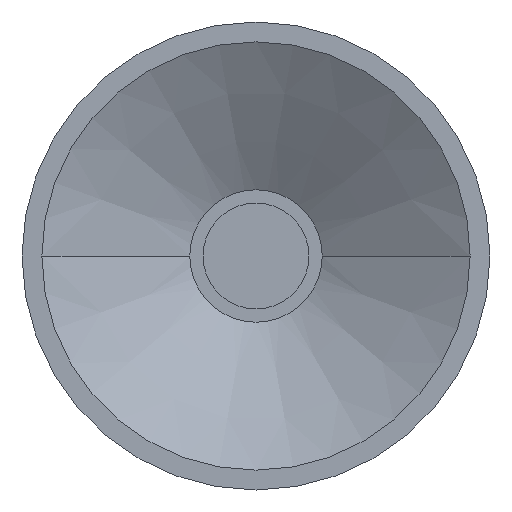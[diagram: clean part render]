
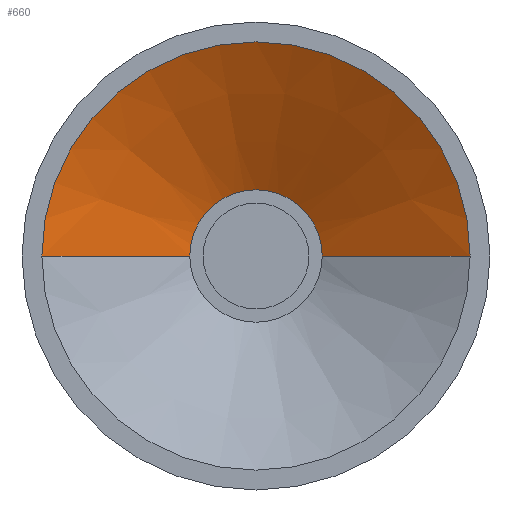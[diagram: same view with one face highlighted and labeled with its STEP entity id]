
A CAD part, left-side view. The second image highlights one B-rep face of the part: STEP entity #660.
In plain terms, the highlighted conical face has half-angle 60 degrees and reference radius 1.587 mm.
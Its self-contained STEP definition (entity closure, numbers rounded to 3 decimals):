
#483=DIRECTION('',(0.5,-0.866,0.));
#484=VECTOR('',#483,1.934);
#485=CARTESIAN_POINT('',(-9.25,2.425,0.));
#486=LINE('',#485,#484);
#490=CARTESIAN_POINT('',(-8.283,0.,0.));
#491=DIRECTION('',(1.,0.,0.));
#492=DIRECTION('',(0.,1.,0.));
#493=AXIS2_PLACEMENT_3D('',#490,#491,#492);
#506=DIRECTION('',(0.5,0.866,0.));
#507=VECTOR('',#506,1.934);
#508=CARTESIAN_POINT('',(-9.25,-2.425,0.));
#509=LINE('',#508,#507);
#537=CARTESIAN_POINT('',(-9.25,0.,0.));
#538=DIRECTION('',(1.,0.,0.));
#539=DIRECTION('',(0.,1.,0.));
#540=AXIS2_PLACEMENT_3D('',#537,#538,#539);
#559=CARTESIAN_POINT('',(-8.283,-0.75,0.));
#560=CARTESIAN_POINT('',(-8.283,0.75,0.));
#561=VERTEX_POINT('',#559);
#562=VERTEX_POINT('',#560);
#563=CARTESIAN_POINT('',(-9.25,-2.425,0.));
#564=VERTEX_POINT('',#563);
#565=CARTESIAN_POINT('',(-9.25,2.425,0.));
#566=VERTEX_POINT('',#565);
#646=CARTESIAN_POINT('',(-8.767,0.,0.));
#647=DIRECTION('',(-1.,0.,0.));
#648=DIRECTION('',(0.,1.,0.));
#649=AXIS2_PLACEMENT_3D('',#646,#647,#648);
#650=CONICAL_SURFACE('',#649,1.587,60.);
#652=ORIENTED_EDGE('',*,*,#651,.F.);
#654=ORIENTED_EDGE('',*,*,#653,.T.);
#656=ORIENTED_EDGE('',*,*,#655,.T.);
#657=ORIENTED_EDGE('',*,*,#633,.F.);
#658=EDGE_LOOP('',(#652,#654,#656,#657));
#659=FACE_OUTER_BOUND('',#658,.F.);
#494=CIRCLE('',#493,0.75);
#541=CIRCLE('',#540,2.425);
#633=EDGE_CURVE('',#562,#561,#494,.T.);
#651=EDGE_CURVE('',#566,#562,#486,.T.);
#653=EDGE_CURVE('',#566,#564,#541,.T.);
#655=EDGE_CURVE('',#564,#561,#509,.T.);
#660=ADVANCED_FACE('',(#659),#650,.F.);
